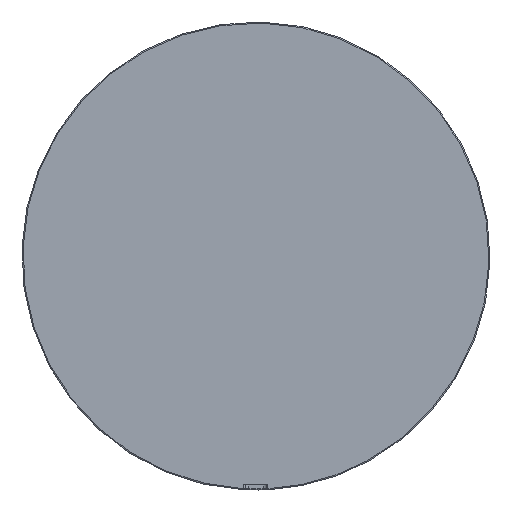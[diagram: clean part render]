
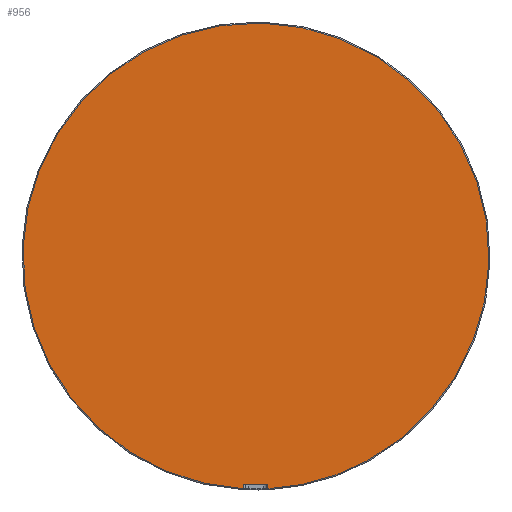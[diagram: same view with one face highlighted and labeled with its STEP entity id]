
A CAD part, front view. The second image highlights one B-rep face of the part: STEP entity #956.
In plain terms, the highlighted face is planar.
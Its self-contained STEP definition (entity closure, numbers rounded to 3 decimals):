
#440=CARTESIAN_POINT('Vertex',(31.256,57.214,0.)) ;
#443=CARTESIAN_POINT('Axis2P3D Location',(0.,0.,0.)) ;
#447=CARTESIAN_POINT('Vertex',(-31.256,-57.214,0.)) ;
#450=CARTESIAN_POINT('Axis2P3D Location',(0.,0.,0.)) ;
#454=CARTESIAN_POINT('Vertex',(-3.36,-65.108,0.)) ;
#476=CARTESIAN_POINT('Axis2P3D Location',(0.,0.,0.)) ;
#480=CARTESIAN_POINT('Vertex',(3.36,-65.108,0.)) ;
#910=CARTESIAN_POINT('Line Origine',(3.36,0.036,0.)) ;
#914=CARTESIAN_POINT('Vertex',(3.36,-63.972,0.)) ;
#931=CARTESIAN_POINT('Axis2P3D Location',(0.,0.,0.)) ;
#936=CARTESIAN_POINT('Line Origine',(-3.36,-64.54,0.)) ;
#940=CARTESIAN_POINT('Vertex',(-3.36,-63.972,0.)) ;
#943=CARTESIAN_POINT('Axis2P3D Location',(0.,0.,0.)) ;
#912=VECTOR('Line Direction',#911,1.) ;
#938=VECTOR('Line Direction',#937,1.) ;
#444=DIRECTION('Axis2P3D Direction',(0.,-0.,-1.)) ;
#451=DIRECTION('Axis2P3D Direction',(0.,-0.,-1.)) ;
#477=DIRECTION('Axis2P3D Direction',(-0.,0.,-1.)) ;
#911=DIRECTION('Vector Direction',(0.,-1.,0.)) ;
#932=DIRECTION('Axis2P3D Direction',(0.,0.,-1.)) ;
#933=DIRECTION('Axis2P3D XDirection',(1.,0.,0.)) ;
#937=DIRECTION('Vector Direction',(0.,1.,0.)) ;
#944=DIRECTION('Axis2P3D Direction',(0.,0.,-1.)) ;
#445=AXIS2_PLACEMENT_3D('Circle Axis2P3D',#443,#444,$) ;
#452=AXIS2_PLACEMENT_3D('Circle Axis2P3D',#450,#451,$) ;
#478=AXIS2_PLACEMENT_3D('Circle Axis2P3D',#476,#477,$) ;
#934=AXIS2_PLACEMENT_3D('Plane Axis2P3D',#931,#932,#933) ;
#945=AXIS2_PLACEMENT_3D('Circle Axis2P3D',#943,#944,$) ;
#913=LINE('Line',#910,#912) ;
#939=LINE('Line',#936,#938) ;
#446=CIRCLE('generated circle',#445,65.195) ;
#453=CIRCLE('generated circle',#452,65.195) ;
#479=CIRCLE('generated circle',#478,65.195) ;
#946=CIRCLE('generated circle',#945,64.06) ;
#935=PLANE('',#934) ;
#449=EDGE_CURVE('',#448,#441,#446,.T.) ;
#456=EDGE_CURVE('',#455,#448,#453,.T.) ;
#482=EDGE_CURVE('',#441,#481,#479,.T.) ;
#916=EDGE_CURVE('',#915,#481,#913,.T.) ;
#942=EDGE_CURVE('',#455,#941,#939,.T.) ;
#947=EDGE_CURVE('',#915,#941,#946,.T.) ;
#949=ORIENTED_EDGE('',*,*,#942,.F.) ;
#950=ORIENTED_EDGE('',*,*,#456,.T.) ;
#951=ORIENTED_EDGE('',*,*,#449,.T.) ;
#952=ORIENTED_EDGE('',*,*,#482,.T.) ;
#953=ORIENTED_EDGE('',*,*,#916,.F.) ;
#954=ORIENTED_EDGE('',*,*,#947,.T.) ;
#948=EDGE_LOOP('',(#949,#950,#951,#952,#953,#954)) ;
#441=VERTEX_POINT('',#440) ;
#448=VERTEX_POINT('',#447) ;
#455=VERTEX_POINT('',#454) ;
#481=VERTEX_POINT('',#480) ;
#915=VERTEX_POINT('',#914) ;
#941=VERTEX_POINT('',#940) ;
#956=ADVANCED_FACE('Hauptkoerper',(#955),#935,.T.) ;
#955=FACE_OUTER_BOUND('',#948,.T.) ;
